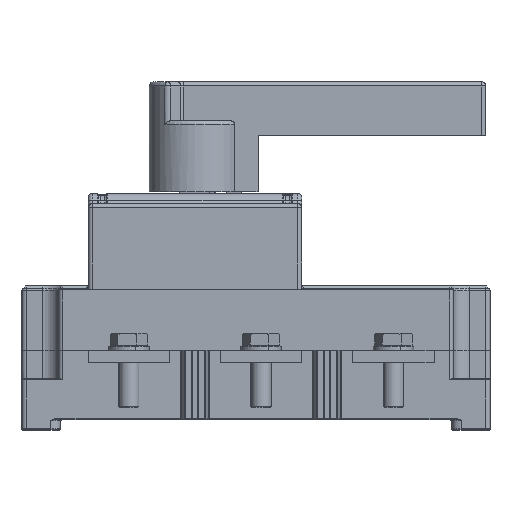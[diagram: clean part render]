
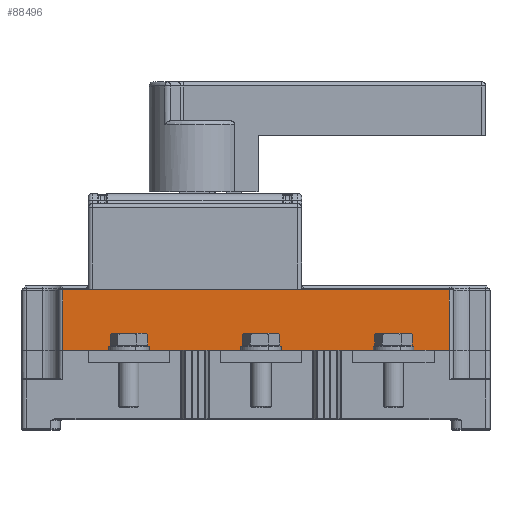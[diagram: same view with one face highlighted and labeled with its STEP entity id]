
A CAD part, top view. The second image highlights one B-rep face of the part: STEP entity #88496.
In plain terms, the highlighted planar face has unit normal (0, 0, 1).
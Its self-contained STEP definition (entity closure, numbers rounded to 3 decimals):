
#60613=DIRECTION('',(-1.,0.,0.));
#60614=VECTOR('',#60613,190.);
#60615=CARTESIAN_POINT('',(95.,29.586,80.));
#60616=LINE('',#60615,#60614);
#66542=DIRECTION('',(0.,1.,0.));
#66543=VECTOR('',#66542,29.586);
#66544=CARTESIAN_POINT('',(95.,0.,80.));
#66545=LINE('',#66544,#66543);
#66546=DIRECTION('',(-1.,0.,0.));
#66547=VECTOR('',#66546,190.);
#66548=CARTESIAN_POINT('',(95.,0.,80.));
#66549=LINE('',#66548,#66547);
#66550=DIRECTION('',(0.,-1.,0.));
#66551=VECTOR('',#66550,29.586);
#66552=CARTESIAN_POINT('',(-95.,29.586,80.));
#66553=LINE('',#66552,#66551);
#71442=CARTESIAN_POINT('',(95.,29.586,80.));
#71443=VERTEX_POINT('',#71442);
#71444=CARTESIAN_POINT('',(-95.,29.586,80.));
#71445=VERTEX_POINT('',#71444);
#71571=CARTESIAN_POINT('',(-95.,0.,80.));
#71572=VERTEX_POINT('',#71571);
#71573=CARTESIAN_POINT('',(95.,0.,80.));
#71574=VERTEX_POINT('',#71573);
#88484=CARTESIAN_POINT('',(-97.,30.,80.));
#88485=DIRECTION('',(0.,0.,-1.));
#88486=DIRECTION('',(-1.,0.,0.));
#88487=AXIS2_PLACEMENT_3D('',#88484,#88485,#88486);
#88488=PLANE('',#88487);
#88489=ORIENTED_EDGE('',*,*,#88478,.F.);
#88490=ORIENTED_EDGE('',*,*,#77725,.T.);
#88492=ORIENTED_EDGE('',*,*,#88491,.F.);
#88493=ORIENTED_EDGE('',*,*,#77384,.F.);
#88494=EDGE_LOOP('',(#88489,#88490,#88492,#88493));
#88495=FACE_OUTER_BOUND('',#88494,.F.);
#88496=ADVANCED_FACE('',(#88495),#88488,.F.);
#77384=EDGE_CURVE('',#71443,#71445,#60616,.T.);
#77725=EDGE_CURVE('',#71574,#71572,#66549,.T.);
#88478=EDGE_CURVE('',#71574,#71443,#66545,.T.);
#88491=EDGE_CURVE('',#71445,#71572,#66553,.T.);
